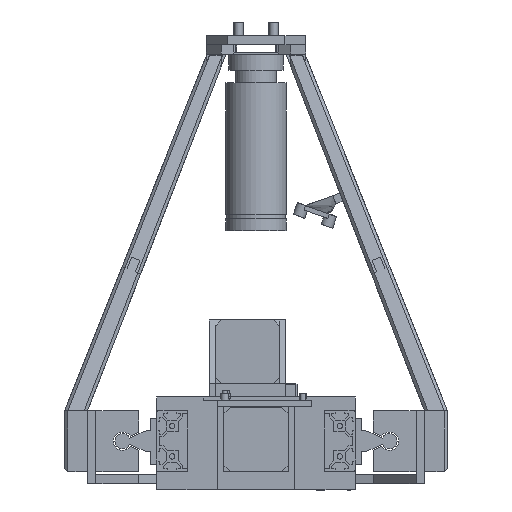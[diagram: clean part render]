
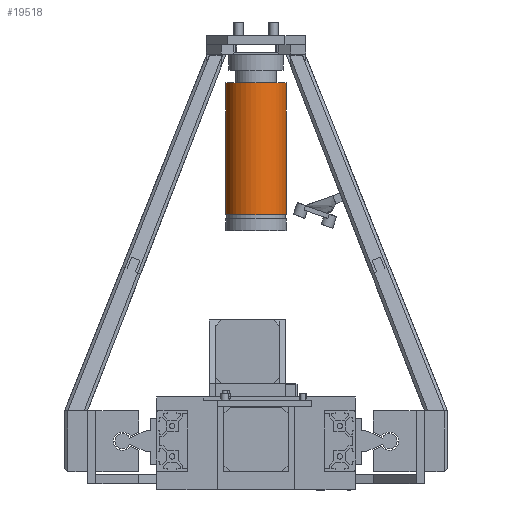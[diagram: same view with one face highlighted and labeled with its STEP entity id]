
A CAD part, front view. The second image highlights one B-rep face of the part: STEP entity #19518.
In plain terms, the highlighted cylindrical face has radius 20 mm (diameter 40 mm), a full revolution.
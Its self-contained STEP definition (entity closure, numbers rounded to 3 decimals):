
#1322=CIRCLE('',#21320,20.);
#1324=CIRCLE('',#21324,20.);
#1695=CYLINDRICAL_SURFACE('',#21323,20.);
#2477=FACE_OUTER_BOUND('',#3885,.T.);
#3885=EDGE_LOOP('',(#16208,#16209,#16210,#16211));
#5718=LINE('',#31154,#7703);
#7703=VECTOR('',#25483,20.);
#9534=VERTEX_POINT('',#31145);
#9536=VERTEX_POINT('',#31152);
#11853=EDGE_CURVE('',#9534,#9534,#1322,.T.);
#11856=EDGE_CURVE('',#9536,#9536,#1324,.T.);
#11857=EDGE_CURVE('',#9536,#9534,#5718,.T.);
#16208=ORIENTED_EDGE('',*,*,#11856,.F.);
#16209=ORIENTED_EDGE('',*,*,#11857,.T.);
#16210=ORIENTED_EDGE('',*,*,#11853,.T.);
#16211=ORIENTED_EDGE('',*,*,#11857,.F.);
#19518=ADVANCED_FACE('',(#2477),#1695,.T.);
#21320=AXIS2_PLACEMENT_3D('',#31146,#25472,#25473);
#21323=AXIS2_PLACEMENT_3D('',#31151,#25479,#25480);
#21324=AXIS2_PLACEMENT_3D('',#31153,#25481,#25482);
#25472=DIRECTION('center_axis',(0.,0.,
1.));
#25473=DIRECTION('ref_axis',(1.,0.,0.));
#25479=DIRECTION('center_axis',(0.,0.,1.));
#25480=DIRECTION('ref_axis',(1.,0.,0.));
#25481=DIRECTION('center_axis',(0.,0.,1.));
#25482=DIRECTION('ref_axis',(1.,0.,0.));
#25483=DIRECTION('',(0.,0.,-1.));
#31145=CARTESIAN_POINT('',(-20.,-85.,238.62));
#31146=CARTESIAN_POINT('Origin',(0.,-85.,
238.62));
#31151=CARTESIAN_POINT('Origin',(0.,-85.,
228.03));
#31152=CARTESIAN_POINT('',(-20.,-85.,325.03));
#31153=CARTESIAN_POINT('Origin',(0.,-85.,
325.03));
#31154=CARTESIAN_POINT('',(-20.,-85.,228.03));
